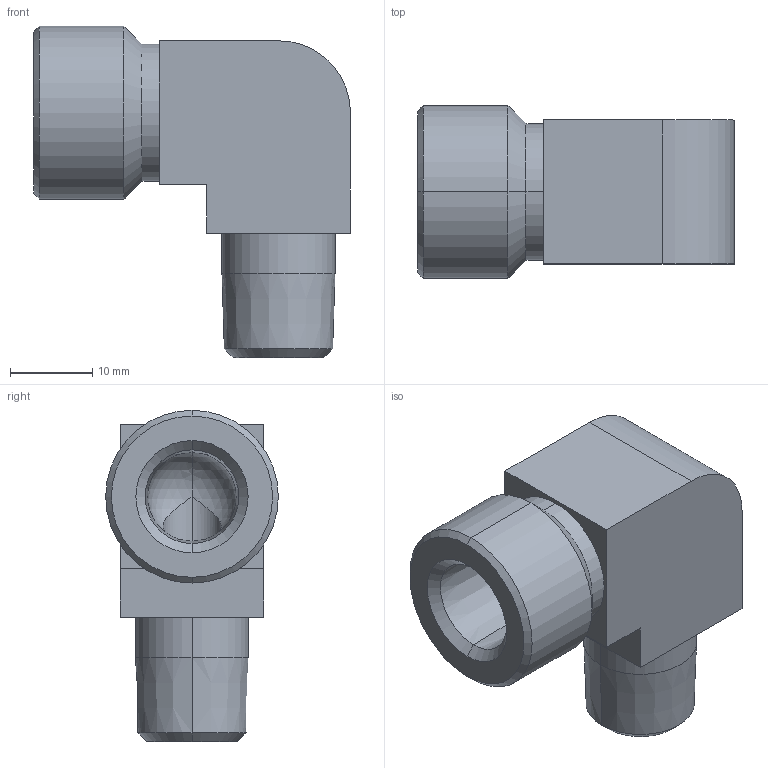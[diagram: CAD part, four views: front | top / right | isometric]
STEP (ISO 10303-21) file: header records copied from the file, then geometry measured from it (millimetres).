
FILE_DESCRIPTION(('starvars output'),'2;1');
FILE_NAME('cv20221221184237000016082.stp','18:42:37 2022/12/21',( 'Thomas Industrial Network Germany GmbH'),( 'Thomas Industrial Network Germany GmbH'),'unknown preprocess','ACIS' ,'unknown authorization');
FILE_SCHEMA(('AUTOMOTIVE_DESIGN_CC2 {UNKNOWN IMPLEMENTATION LEVEL}'));
Length unit declared in the file: millimetre
Products named in the file (1): PRODUCT_ID_1
Bounding box: 38.45 x 20.95 x 40.2 mm (x, y, z)
Volume: 11580.1 mm3; surface area: 5770.8 mm2
Topology: 1 solids, 1 shells, 35 faces, 78 edges, 45 vertices
Faces by surface type: cone 12, cylinder 11, plane 10, sphere 2
Entity records: 1214 total; most frequent: CARTESIAN_POINT 170, ORIENTED_EDGE 152, DIRECTION 121, EDGE_CURVE 76, VERTEX_POINT 45, VECTOR 41, LINE 41, AXIS2_PLACEMENT_3D 40
